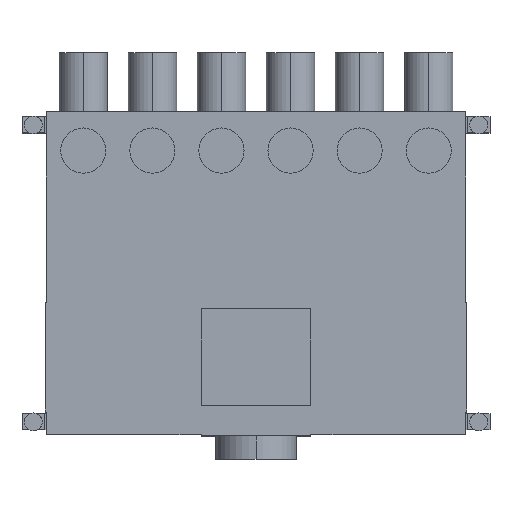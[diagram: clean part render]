
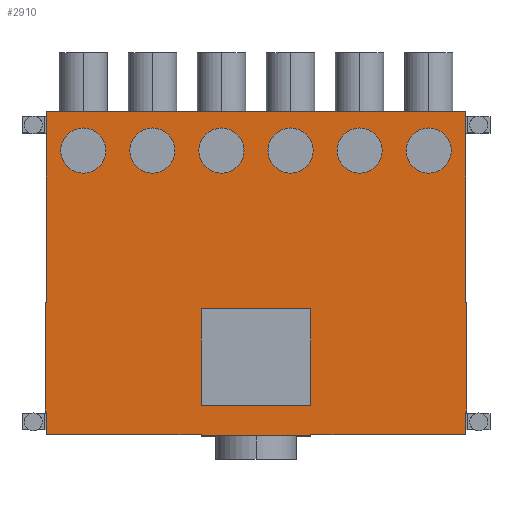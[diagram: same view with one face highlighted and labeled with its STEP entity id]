
A CAD part, top view. The second image highlights one B-rep face of the part: STEP entity #2910.
In plain terms, the highlighted planar face has unit normal (0, 0, 1).
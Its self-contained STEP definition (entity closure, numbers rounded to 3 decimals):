
#100=CARTESIAN_POINT('',(-85.,-55.,0.));
#110=VERTEX_POINT('',#100);
#280=CARTESIAN_POINT('',(-85.,-205.,0.));
#290=VERTEX_POINT('',#280);
#320=CARTESIAN_POINT('',(-85.,-205.,0.));
#330=DIRECTION('',(0.,1.,0.));
#340=VECTOR('',#330,1.);
#350=LINE('',#320,#340);
#360=EDGE_CURVE('',#290,#110,#350,.T.);
#410=CARTESIAN_POINT('',(325.,250.,0.));
#420=DIRECTION('',(0.,0.,-1.));
#430=DIRECTION('',(0.,1.,0.));
#440=AXIS2_PLACEMENT_3D('',#410,#420,#430);
#450=PLANE('',#440);
#460=CARTESIAN_POINT('',(325.,-45.,0.));
#470=DIRECTION('',(0.,1.,0.));
#480=VECTOR('',#470,1.);
#490=LINE('',#460,#480);
#500=CARTESIAN_POINT('',(325.,-45.,0.));
#510=VERTEX_POINT('',#500);
#520=CARTESIAN_POINT('',(325.,250.,0.));
#530=VERTEX_POINT('',#520);
#540=EDGE_CURVE('',#510,#530,#490,.T.);
#550=ORIENTED_EDGE('',*,*,#540,.T.);
#560=CARTESIAN_POINT('',(325.,-45.,0.));
#570=DIRECTION('',(1.,0.,0.));
#580=VECTOR('',#570,1.);
#590=LINE('',#560,#580);
#600=CARTESIAN_POINT('',(326.5,-45.,0.));
#610=VERTEX_POINT('',#600);
#620=EDGE_CURVE('',#510,#610,#590,.T.);
#630=ORIENTED_EDGE('',*,*,#620,.F.);
#640=CARTESIAN_POINT('',(326.5,-215.,0.));
#650=DIRECTION('',(0.,1.,0.));
#660=VECTOR('',#650,1.);
#670=LINE('',#640,#660);
#680=CARTESIAN_POINT('',(326.5,-215.,0.));
#690=VERTEX_POINT('',#680);
#700=EDGE_CURVE('',#690,#610,#670,.T.);
#710=ORIENTED_EDGE('',*,*,#700,.T.);
#720=CARTESIAN_POINT('',(325.,-215.,0.));
#730=DIRECTION('',(1.,0.,0.));
#740=VECTOR('',#730,1.);
#750=LINE('',#720,#740);
#760=CARTESIAN_POINT('',(325.,-215.,0.));
#770=VERTEX_POINT('',#760);
#780=EDGE_CURVE('',#770,#690,#750,.T.);
#790=ORIENTED_EDGE('',*,*,#780,.T.);
#800=CARTESIAN_POINT('',(325.,-250.,0.));
#810=DIRECTION('',(0.,1.,0.));
#820=VECTOR('',#810,1.);
#830=LINE('',#800,#820);
#840=CARTESIAN_POINT('',(325.,-250.,0.));
#850=VERTEX_POINT('',#840);
#860=EDGE_CURVE('',#850,#770,#830,.T.);
#870=ORIENTED_EDGE('',*,*,#860,.T.);
#880=CARTESIAN_POINT('',(85.,-250.,0.));
#890=DIRECTION('',(1.,0.,0.));
#900=VECTOR('',#890,1.);
#910=LINE('',#880,#900);
#920=CARTESIAN_POINT('',(85.,-250.,0.));
#930=VERTEX_POINT('',#920);
#940=EDGE_CURVE('',#930,#850,#910,.T.);
#950=ORIENTED_EDGE('',*,*,#940,.T.);
#960=CARTESIAN_POINT('',(85.,-250.,0.));
#970=DIRECTION('',(0.,-1.,0.));
#980=VECTOR('',#970,1.);
#990=LINE('',#960,#980);
#1000=CARTESIAN_POINT('',(85.,-252.,0.));
#1010=VERTEX_POINT('',#1000);
#1020=EDGE_CURVE('',#930,#1010,#990,.T.);
#1030=ORIENTED_EDGE('',*,*,#1020,.F.);
#1040=CARTESIAN_POINT('',(-85.,-252.,0.));
#1050=DIRECTION('',(1.,0.,0.));
#1060=VECTOR('',#1050,1.);
#1070=LINE('',#1040,#1060);
#1080=CARTESIAN_POINT('',(-85.,-252.,0.));
#1090=VERTEX_POINT('',#1080);
#1100=EDGE_CURVE('',#1090,#1010,#1070,.T.);
#1110=ORIENTED_EDGE('',*,*,#1100,.T.);
#1120=CARTESIAN_POINT('',(-85.,-250.,0.));
#1130=DIRECTION('',(0.,-1.,0.));
#1140=VECTOR('',#1130,1.);
#1150=LINE('',#1120,#1140);
#1160=CARTESIAN_POINT('',(-85.,-250.,0.));
#1170=VERTEX_POINT('',#1160);
#1180=EDGE_CURVE('',#1170,#1090,#1150,.T.);
#1190=ORIENTED_EDGE('',*,*,#1180,.T.);
#1200=CARTESIAN_POINT('',(-325.,-250.,0.));
#1210=DIRECTION('',(1.,0.,0.));
#1220=VECTOR('',#1210,1.);
#1230=LINE('',#1200,#1220);
#1240=CARTESIAN_POINT('',(-325.,-250.,0.));
#1250=VERTEX_POINT('',#1240);
#1260=EDGE_CURVE('',#1250,#1170,#1230,.T.);
#1270=ORIENTED_EDGE('',*,*,#1260,.T.);
#1280=CARTESIAN_POINT('',(-325.,-250.,0.));
#1290=DIRECTION('',(0.,1.,0.));
#1300=VECTOR('',#1290,1.);
#1310=LINE('',#1280,#1300);
#1320=CARTESIAN_POINT('',(-325.,-215.,0.));
#1330=VERTEX_POINT('',#1320);
#1340=EDGE_CURVE('',#1250,#1330,#1310,.T.);
#1350=ORIENTED_EDGE('',*,*,#1340,.F.);
#1360=CARTESIAN_POINT('',(-325.,-215.,0.));
#1370=DIRECTION('',(-1.,0.,0.));
#1380=VECTOR('',#1370,1.);
#1390=LINE('',#1360,#1380);
#1400=CARTESIAN_POINT('',(-326.5,-215.,0.));
#1410=VERTEX_POINT('',#1400);
#1420=EDGE_CURVE('',#1330,#1410,#1390,.T.);
#1430=ORIENTED_EDGE('',*,*,#1420,.F.);
#1440=CARTESIAN_POINT('',(-326.5,-45.,0.));
#1450=DIRECTION('',(0.,-1.,0.));
#1460=VECTOR('',#1450,1.);
#1470=LINE('',#1440,#1460);
#1480=CARTESIAN_POINT('',(-326.5,-45.,0.));
#1490=VERTEX_POINT('',#1480);
#1500=EDGE_CURVE('',#1490,#1410,#1470,.T.);
#1510=ORIENTED_EDGE('',*,*,#1500,.T.);
#1520=CARTESIAN_POINT('',(-325.,-45.,0.));
#1530=DIRECTION('',(-1.,0.,0.));
#1540=VECTOR('',#1530,1.);
#1550=LINE('',#1520,#1540);
#1560=CARTESIAN_POINT('',(-325.,-45.,0.));
#1570=VERTEX_POINT('',#1560);
#1580=EDGE_CURVE('',#1570,#1490,#1550,.T.);
#1590=ORIENTED_EDGE('',*,*,#1580,.T.);
#1600=CARTESIAN_POINT('',(-325.,-45.,0.));
#1610=DIRECTION('',(0.,1.,0.));
#1620=VECTOR('',#1610,1.);
#1630=LINE('',#1600,#1620);
#1640=CARTESIAN_POINT('',(-325.,250.,0.));
#1650=VERTEX_POINT('',#1640);
#1660=EDGE_CURVE('',#1570,#1650,#1630,.T.);
#1670=ORIENTED_EDGE('',*,*,#1660,.F.);
#1680=CARTESIAN_POINT('',(-325.,250.,0.));
#1690=DIRECTION('',(1.,0.,0.));
#1700=VECTOR('',#1690,1.);
#1710=LINE('',#1680,#1700);
#1720=EDGE_CURVE('',#1650,#530,#1710,.T.);
#1730=ORIENTED_EDGE('',*,*,#1720,.F.);
#1740=EDGE_LOOP('',(#1730,#1670,#1590,#1510,#1430,#1350,#1270,#1190,
#1110,#1030,#950,#870,#790,#710,#630,#550));
#1750=FACE_OUTER_BOUND('',#1740,.T.);
#1760=CARTESIAN_POINT('',(-267.5,190.,0.));
#1770=DIRECTION('',(-0.,0.,-1.));
#1780=DIRECTION('',(-1.,0.,0.));
#1790=AXIS2_PLACEMENT_3D('',#1760,#1770,#1780);
#1800=CIRCLE('',#1790,35.);
#1810=CARTESIAN_POINT('',(-302.5,190.,0.));
#1820=VERTEX_POINT('',#1810);
#1830=CARTESIAN_POINT('',(-232.5,190.,0.));
#1840=VERTEX_POINT('',#1830);
#1850=EDGE_CURVE('',#1820,#1840,#1800,.T.);
#1860=ORIENTED_EDGE('',*,*,#1850,.T.);
#1870=EDGE_CURVE('',#1840,#1820,#1800,.T.);
#1880=ORIENTED_EDGE('',*,*,#1870,.T.);
#1890=EDGE_LOOP('',(#1880,#1860));
#1900=FACE_BOUND('',#1890,.T.);
#1910=CARTESIAN_POINT('',(-160.5,190.,0.));
#1920=DIRECTION('',(-0.,0.,-1.));
#1930=DIRECTION('',(-1.,0.,0.));
#1940=AXIS2_PLACEMENT_3D('',#1910,#1920,#1930);
#1950=CIRCLE('',#1940,35.);
#1960=CARTESIAN_POINT('',(-195.5,190.,0.));
#1970=VERTEX_POINT('',#1960);
#1980=CARTESIAN_POINT('',(-125.5,190.,0.));
#1990=VERTEX_POINT('',#1980);
#2000=EDGE_CURVE('',#1970,#1990,#1950,.T.);
#2010=ORIENTED_EDGE('',*,*,#2000,.T.);
#2020=EDGE_CURVE('',#1990,#1970,#1950,.T.);
#2030=ORIENTED_EDGE('',*,*,#2020,.T.);
#2040=EDGE_LOOP('',(#2030,#2010));
#2050=FACE_BOUND('',#2040,.T.);
#2060=CARTESIAN_POINT('',(-53.5,190.,0.));
#2070=DIRECTION('',(-0.,0.,-1.));
#2080=DIRECTION('',(-1.,0.,0.));
#2090=AXIS2_PLACEMENT_3D('',#2060,#2070,#2080);
#2100=CIRCLE('',#2090,35.);
#2110=CARTESIAN_POINT('',(-18.5,190.,0.));
#2120=VERTEX_POINT('',#2110);
#2130=CARTESIAN_POINT('',(-88.5,190.,0.));
#2140=VERTEX_POINT('',#2130);
#2150=EDGE_CURVE('',#2120,#2140,#2100,.T.);
#2160=ORIENTED_EDGE('',*,*,#2150,.T.);
#2170=EDGE_CURVE('',#2140,#2120,#2100,.T.);
#2180=ORIENTED_EDGE('',*,*,#2170,.T.);
#2190=EDGE_LOOP('',(#2180,#2160));
#2200=FACE_BOUND('',#2190,.T.);
#2210=CARTESIAN_POINT('',(53.5,190.,0.));
#2220=DIRECTION('',(-0.,0.,-1.));
#2230=DIRECTION('',(-1.,0.,0.));
#2240=AXIS2_PLACEMENT_3D('',#2210,#2220,#2230);
#2250=CIRCLE('',#2240,35.);
#2260=CARTESIAN_POINT('',(18.5,190.,0.));
#2270=VERTEX_POINT('',#2260);
#2280=CARTESIAN_POINT('',(88.5,190.,0.));
#2290=VERTEX_POINT('',#2280);
#2300=EDGE_CURVE('',#2270,#2290,#2250,.T.);
#2310=ORIENTED_EDGE('',*,*,#2300,.T.);
#2320=EDGE_CURVE('',#2290,#2270,#2250,.T.);
#2330=ORIENTED_EDGE('',*,*,#2320,.T.);
#2340=EDGE_LOOP('',(#2330,#2310));
#2350=FACE_BOUND('',#2340,.T.);
#2360=CARTESIAN_POINT('',(160.5,190.,0.));
#2370=DIRECTION('',(-0.,0.,-1.));
#2380=DIRECTION('',(-1.,0.,0.));
#2390=AXIS2_PLACEMENT_3D('',#2360,#2370,#2380);
#2400=CIRCLE('',#2390,35.);
#2410=CARTESIAN_POINT('',(125.5,190.,0.));
#2420=VERTEX_POINT('',#2410);
#2430=CARTESIAN_POINT('',(195.5,190.,0.));
#2440=VERTEX_POINT('',#2430);
#2450=EDGE_CURVE('',#2420,#2440,#2400,.T.);
#2460=ORIENTED_EDGE('',*,*,#2450,.T.);
#2470=EDGE_CURVE('',#2440,#2420,#2400,.T.);
#2480=ORIENTED_EDGE('',*,*,#2470,.T.);
#2490=EDGE_LOOP('',(#2480,#2460));
#2500=FACE_BOUND('',#2490,.T.);
#2510=CARTESIAN_POINT('',(267.5,190.,0.));
#2520=DIRECTION('',(-0.,0.,-1.));
#2530=DIRECTION('',(-1.,0.,0.));
#2540=AXIS2_PLACEMENT_3D('',#2510,#2520,#2530);
#2550=CIRCLE('',#2540,35.);
#2560=CARTESIAN_POINT('',(302.5,190.,0.));
#2570=VERTEX_POINT('',#2560);
#2580=CARTESIAN_POINT('',(232.5,190.,0.));
#2590=VERTEX_POINT('',#2580);
#2600=EDGE_CURVE('',#2570,#2590,#2550,.T.);
#2610=ORIENTED_EDGE('',*,*,#2600,.T.);
#2620=EDGE_CURVE('',#2590,#2570,#2550,.T.);
#2630=ORIENTED_EDGE('',*,*,#2620,.T.);
#2640=EDGE_LOOP('',(#2630,#2610));
#2650=FACE_BOUND('',#2640,.T.);
#2660=CARTESIAN_POINT('',(85.,-205.,0.));
#2670=DIRECTION('',(-1.,0.,0.));
#2680=VECTOR('',#2670,1.);
#2690=LINE('',#2660,#2680);
#2700=CARTESIAN_POINT('',(85.,-205.,0.));
#2710=VERTEX_POINT('',#2700);
#2720=EDGE_CURVE('',#2710,#290,#2690,.T.);
#2730=ORIENTED_EDGE('',*,*,#2720,.T.);
#2740=CARTESIAN_POINT('',(85.,-55.,0.));
#2750=DIRECTION('',(0.,-1.,0.));
#2760=VECTOR('',#2750,1.);
#2770=LINE('',#2740,#2760);
#2780=CARTESIAN_POINT('',(85.,-55.,0.));
#2790=VERTEX_POINT('',#2780);
#2800=EDGE_CURVE('',#2790,#2710,#2770,.T.);
#2810=ORIENTED_EDGE('',*,*,#2800,.T.);
#2820=CARTESIAN_POINT('',(-85.,-55.,0.));
#2830=DIRECTION('',(1.,0.,0.));
#2840=VECTOR('',#2830,1.);
#2850=LINE('',#2820,#2840);
#2860=EDGE_CURVE('',#110,#2790,#2850,.T.);
#2870=ORIENTED_EDGE('',*,*,#2860,.T.);
#2880=ORIENTED_EDGE('',*,*,#360,.T.);
#2890=EDGE_LOOP('',(#2880,#2870,#2810,#2730));
#2900=FACE_BOUND('',#2890,.T.);
#2910=ADVANCED_FACE('',(#1750,#1900,#2050,#2200,#2350,#2500,#2650,#2900)
,#450,.F.);
